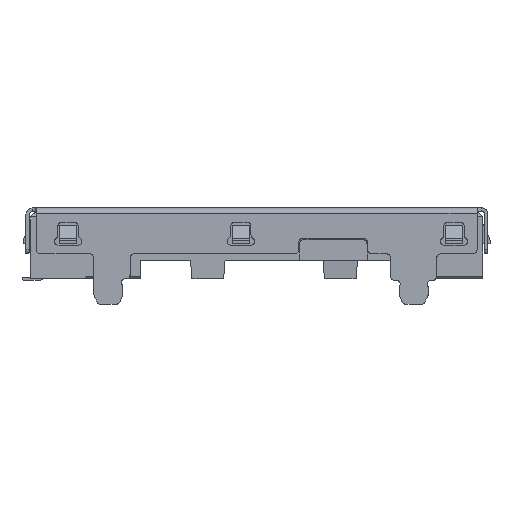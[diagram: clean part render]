
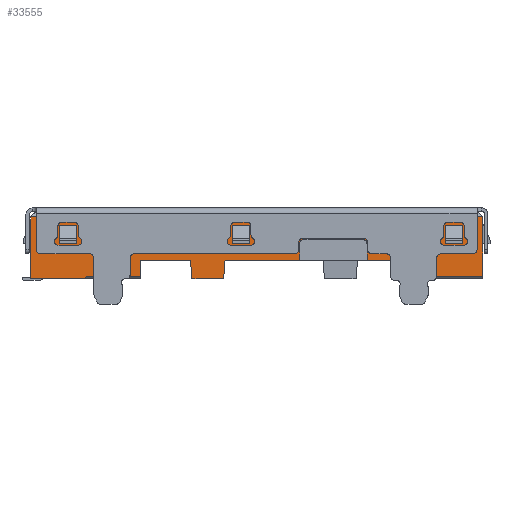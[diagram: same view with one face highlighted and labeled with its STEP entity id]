
A CAD part, left-side view. The second image highlights one B-rep face of the part: STEP entity #33555.
In plain terms, the highlighted planar face has unit normal (-1, 0, 0).
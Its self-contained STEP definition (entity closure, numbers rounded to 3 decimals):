
#8023=DIRECTION('',(0.,0.077,-0.997));
#8024=VECTOR('',#8023,0.652);
#8025=CARTESIAN_POINT('',(-7.815,8.95,0.));
#8026=LINE('',#8025,#8024);
#8027=DIRECTION('',(0.,1.,0.));
#8028=VECTOR('',#8027,1.1);
#8029=CARTESIAN_POINT('',(-7.815,9.,-0.65));
#8030=LINE('',#8029,#8028);
#8031=DIRECTION('',(0.,0.077,0.997));
#8032=VECTOR('',#8031,0.652);
#8033=CARTESIAN_POINT('',(-7.815,10.1,-0.65));
#8034=LINE('',#8033,#8032);
#8035=DIRECTION('',(0.,1.,0.));
#8036=VECTOR('',#8035,1.75);
#8037=CARTESIAN_POINT('',(-7.815,10.15,0.));
#8038=LINE('',#8037,#8036);
#8039=DIRECTION('',(0.,1.,0.));
#8040=VECTOR('',#8039,1.85);
#8041=CARTESIAN_POINT('',(-7.815,11.9,-0.55));
#8042=LINE('',#8041,#8040);
#8043=DIRECTION('',(0.,0.707,-0.707));
#8044=VECTOR('',#8043,0.141);
#8045=CARTESIAN_POINT('',(-7.815,13.75,-0.55));
#8046=LINE('',#8045,#8044);
#8047=DIRECTION('',(0.,1.,0.));
#8048=VECTOR('',#8047,1.85);
#8049=CARTESIAN_POINT('',(-7.815,13.85,-0.65));
#8050=LINE('',#8049,#8048);
#8051=DIRECTION('',(0.,-1.,0.));
#8052=VECTOR('',#8051,15.7);
#8053=CARTESIAN_POINT('',(-7.815,15.7,1.5));
#8054=LINE('',#8053,#8052);
#8055=DIRECTION('',(0.,1.,0.));
#8056=VECTOR('',#8055,2.8);
#8057=CARTESIAN_POINT('',(-7.815,0.,-0.55));
#8058=LINE('',#8057,#8056);
#8059=DIRECTION('',(0.,1.,0.));
#8060=VECTOR('',#8059,1.22);
#8061=CARTESIAN_POINT('',(-7.815,2.8,0.));
#8062=LINE('',#8061,#8060);
#8063=CARTESIAN_POINT('',(-7.815,4.17,0.57));
#8064=DIRECTION('',(-1.,0.,0.));
#8065=DIRECTION('',(0.,-1.,0.));
#8066=AXIS2_PLACEMENT_3D('',#8063,#8064,#8065);
#8068=CARTESIAN_POINT('',(-7.815,6.21,0.57));
#8069=DIRECTION('',(-1.,0.,0.));
#8070=DIRECTION('',(0.,0.,1.));
#8071=AXIS2_PLACEMENT_3D('',#8068,#8069,#8070);
#8073=DIRECTION('',(0.,1.,0.));
#8074=VECTOR('',#8073,2.59);
#8075=CARTESIAN_POINT('',(-7.815,6.36,0.));
#8076=LINE('',#8075,#8074);
#8117=DIRECTION('',(0.,0.,1.));
#8118=VECTOR('',#8117,0.55);
#8119=CARTESIAN_POINT('',(-7.815,11.9,-0.55));
#8120=LINE('',#8119,#8118);
#8181=DIRECTION('',(0.,0.,-1.));
#8182=VECTOR('',#8181,2.15);
#8183=CARTESIAN_POINT('',(-7.815,15.7,1.5));
#8184=LINE('',#8183,#8182);
#8259=DIRECTION('',(0.,0.,1.));
#8260=VECTOR('',#8259,2.05);
#8261=CARTESIAN_POINT('',(-7.815,0.,-0.55));
#8262=LINE('',#8261,#8260);
#8352=DIRECTION('',(0.,0.,-1.));
#8353=VECTOR('',#8352,0.55);
#8354=CARTESIAN_POINT('',(-7.815,2.8,0.));
#8355=LINE('',#8354,#8353);
#8482=DIRECTION('',(0.,0.,-1.));
#8483=VECTOR('',#8482,0.57);
#8484=CARTESIAN_POINT('',(-7.815,4.02,0.57));
#8485=LINE('',#8484,#8483);
#8508=DIRECTION('',(0.,0.,1.));
#8509=VECTOR('',#8508,0.57);
#8510=CARTESIAN_POINT('',(-7.815,6.36,0.));
#8511=LINE('',#8510,#8509);
#8524=DIRECTION('',(0.,-1.,0.));
#8525=VECTOR('',#8524,2.04);
#8526=CARTESIAN_POINT('',(-7.815,6.21,0.72));
#8527=LINE('',#8526,#8525);
#8553=DIRECTION('',(0.,0.,1.));
#8554=VECTOR('',#8553,0.65);
#8555=CARTESIAN_POINT('',(-7.815,8.7,0.57));
#8556=LINE('',#8555,#8554);
#8569=DIRECTION('',(0.,-1.,0.));
#8570=VECTOR('',#8569,0.6);
#8571=CARTESIAN_POINT('',(-7.815,8.7,1.22));
#8572=LINE('',#8571,#8570);
#8582=DIRECTION('',(0.,0.,-1.));
#8583=VECTOR('',#8582,0.65);
#8584=CARTESIAN_POINT('',(-7.815,8.1,1.22));
#8585=LINE('',#8584,#8583);
#8594=DIRECTION('',(0.,1.,0.));
#8595=VECTOR('',#8594,0.6);
#8596=CARTESIAN_POINT('',(-7.815,8.1,0.57));
#8597=LINE('',#8596,#8595);
#8611=DIRECTION('',(0.,0.,1.));
#8612=VECTOR('',#8611,0.65);
#8613=CARTESIAN_POINT('',(-7.815,1.3,0.57));
#8614=LINE('',#8613,#8612);
#8623=DIRECTION('',(0.,-1.,0.));
#8624=VECTOR('',#8623,0.6);
#8625=CARTESIAN_POINT('',(-7.815,1.3,1.22));
#8626=LINE('',#8625,#8624);
#8636=DIRECTION('',(0.,0.,-1.));
#8637=VECTOR('',#8636,0.65);
#8638=CARTESIAN_POINT('',(-7.815,0.7,1.22));
#8639=LINE('',#8638,#8637);
#8644=DIRECTION('',(0.,1.,0.));
#8645=VECTOR('',#8644,0.6);
#8646=CARTESIAN_POINT('',(-7.815,0.7,0.57));
#8647=LINE('',#8646,#8645);
#8673=DIRECTION('',(0.,0.,1.));
#8674=VECTOR('',#8673,0.65);
#8675=CARTESIAN_POINT('',(-7.815,14.7,0.57));
#8676=LINE('',#8675,#8674);
#8685=DIRECTION('',(0.,-1.,0.));
#8686=VECTOR('',#8685,0.6);
#8687=CARTESIAN_POINT('',(-7.815,14.7,1.22));
#8688=LINE('',#8687,#8686);
#8698=DIRECTION('',(0.,0.,-1.));
#8699=VECTOR('',#8698,0.65);
#8700=CARTESIAN_POINT('',(-7.815,14.1,1.22));
#8701=LINE('',#8700,#8699);
#8706=DIRECTION('',(0.,1.,0.));
#8707=VECTOR('',#8706,0.6);
#8708=CARTESIAN_POINT('',(-7.815,14.1,0.57));
#8709=LINE('',#8708,#8707);
#18093=CARTESIAN_POINT('',(-7.815,11.9,0.));
#18094=VERTEX_POINT('',#18093);
#18095=CARTESIAN_POINT('',(-7.815,10.15,0.));
#18096=VERTEX_POINT('',#18095);
#18101=CARTESIAN_POINT('',(-7.815,8.95,0.));
#18102=VERTEX_POINT('',#18101);
#18103=CARTESIAN_POINT('',(-7.815,6.36,0.));
#18104=VERTEX_POINT('',#18103);
#18107=CARTESIAN_POINT('',(-7.815,2.8,0.));
#18108=CARTESIAN_POINT('',(-7.815,4.02,0.));
#18109=VERTEX_POINT('',#18107);
#18110=VERTEX_POINT('',#18108);
#18325=CARTESIAN_POINT('',(-7.815,13.85,-0.65));
#18326=VERTEX_POINT('',#18325);
#18370=CARTESIAN_POINT('',(-7.815,9.,-0.65));
#18372=VERTEX_POINT('',#18370);
#18375=CARTESIAN_POINT('',(-7.815,10.1,-0.65));
#18376=VERTEX_POINT('',#18375);
#18399=CARTESIAN_POINT('',(-7.815,13.75,-0.55));
#18400=VERTEX_POINT('',#18399);
#18455=CARTESIAN_POINT('',(-7.815,14.7,0.57));
#18456=CARTESIAN_POINT('',(-7.815,14.7,1.22));
#18457=VERTEX_POINT('',#18455);
#18458=VERTEX_POINT('',#18456);
#18459=CARTESIAN_POINT('',(-7.815,14.1,0.57));
#18460=VERTEX_POINT('',#18459);
#18461=CARTESIAN_POINT('',(-7.815,14.1,1.22));
#18462=VERTEX_POINT('',#18461);
#18463=CARTESIAN_POINT('',(-7.815,8.7,0.57));
#18464=CARTESIAN_POINT('',(-7.815,8.7,1.22));
#18465=VERTEX_POINT('',#18463);
#18466=VERTEX_POINT('',#18464);
#18467=CARTESIAN_POINT('',(-7.815,8.1,0.57));
#18468=VERTEX_POINT('',#18467);
#18469=CARTESIAN_POINT('',(-7.815,8.1,1.22));
#18470=VERTEX_POINT('',#18469);
#18471=CARTESIAN_POINT('',(-7.815,1.3,0.57));
#18472=CARTESIAN_POINT('',(-7.815,1.3,1.22));
#18473=VERTEX_POINT('',#18471);
#18474=VERTEX_POINT('',#18472);
#18475=CARTESIAN_POINT('',(-7.815,0.7,0.57));
#18476=VERTEX_POINT('',#18475);
#18477=CARTESIAN_POINT('',(-7.815,0.7,1.22));
#18478=VERTEX_POINT('',#18477);
#18479=CARTESIAN_POINT('',(-7.815,11.9,-0.55));
#18480=VERTEX_POINT('',#18479);
#18481=CARTESIAN_POINT('',(-7.815,15.7,-0.65));
#18482=VERTEX_POINT('',#18481);
#18483=CARTESIAN_POINT('',(-7.815,15.7,1.5));
#18484=VERTEX_POINT('',#18483);
#18485=CARTESIAN_POINT('',(-7.815,0.,1.5));
#18486=VERTEX_POINT('',#18485);
#18487=CARTESIAN_POINT('',(-7.815,0.,-0.55));
#18488=VERTEX_POINT('',#18487);
#18489=CARTESIAN_POINT('',(-7.815,2.8,-0.55));
#18490=VERTEX_POINT('',#18489);
#18491=CARTESIAN_POINT('',(-7.815,4.02,0.57));
#18492=VERTEX_POINT('',#18491);
#18493=CARTESIAN_POINT('',(-7.815,4.17,0.72));
#18494=VERTEX_POINT('',#18493);
#18495=CARTESIAN_POINT('',(-7.815,6.21,0.72));
#18496=VERTEX_POINT('',#18495);
#18497=CARTESIAN_POINT('',(-7.815,6.36,0.57));
#18498=VERTEX_POINT('',#18497);
#33485=CARTESIAN_POINT('',(-7.815,7.85,0.425));
#33486=DIRECTION('',(1.,0.,0.));
#33487=DIRECTION('',(0.,-1.,0.));
#33488=AXIS2_PLACEMENT_3D('',#33485,#33486,#33487);
#33489=PLANE('',#33488);
#33491=ORIENTED_EDGE('',*,*,#33490,.T.);
#33493=ORIENTED_EDGE('',*,*,#33492,.T.);
#33495=ORIENTED_EDGE('',*,*,#33494,.T.);
#33496=ORIENTED_EDGE('',*,*,#31427,.T.);
#33498=ORIENTED_EDGE('',*,*,#33497,.F.);
#33499=ORIENTED_EDGE('',*,*,#33465,.T.);
#33500=ORIENTED_EDGE('',*,*,#33477,.T.);
#33501=ORIENTED_EDGE('',*,*,#33425,.T.);
#33503=ORIENTED_EDGE('',*,*,#33502,.F.);
#33504=ORIENTED_EDGE('',*,*,#31182,.T.);
#33506=ORIENTED_EDGE('',*,*,#33505,.F.);
#33508=ORIENTED_EDGE('',*,*,#33507,.T.);
#33510=ORIENTED_EDGE('',*,*,#33509,.F.);
#33511=ORIENTED_EDGE('',*,*,#31443,.T.);
#33513=ORIENTED_EDGE('',*,*,#33512,.F.);
#33515=ORIENTED_EDGE('',*,*,#33514,.T.);
#33517=ORIENTED_EDGE('',*,*,#33516,.F.);
#33519=ORIENTED_EDGE('',*,*,#33518,.T.);
#33521=ORIENTED_EDGE('',*,*,#33520,.F.);
#33522=ORIENTED_EDGE('',*,*,#31435,.T.);
#33523=EDGE_LOOP('',(#33491,#33493,#33495,#33496,#33498,#33499,#33500,#33501,
#33503,#33504,#33506,#33508,#33510,#33511,#33513,#33515,#33517,#33519,#33521,
#33522));
#33524=FACE_OUTER_BOUND('',#33523,.F.);
#33526=ORIENTED_EDGE('',*,*,#33525,.F.);
#33528=ORIENTED_EDGE('',*,*,#33527,.F.);
#33530=ORIENTED_EDGE('',*,*,#33529,.F.);
#33532=ORIENTED_EDGE('',*,*,#33531,.F.);
#33533=EDGE_LOOP('',(#33526,#33528,#33530,#33532));
#33534=FACE_BOUND('',#33533,.F.);
#33536=ORIENTED_EDGE('',*,*,#33535,.F.);
#33538=ORIENTED_EDGE('',*,*,#33537,.F.);
#33540=ORIENTED_EDGE('',*,*,#33539,.F.);
#33542=ORIENTED_EDGE('',*,*,#33541,.F.);
#33543=EDGE_LOOP('',(#33536,#33538,#33540,#33542));
#33544=FACE_BOUND('',#33543,.F.);
#33546=ORIENTED_EDGE('',*,*,#33545,.F.);
#33548=ORIENTED_EDGE('',*,*,#33547,.F.);
#33550=ORIENTED_EDGE('',*,*,#33549,.F.);
#33552=ORIENTED_EDGE('',*,*,#33551,.F.);
#33553=EDGE_LOOP('',(#33546,#33548,#33550,#33552));
#33554=FACE_BOUND('',#33553,.F.);
#8067=CIRCLE('',#8066,0.15);
#8072=CIRCLE('',#8071,0.15);
#31182=EDGE_CURVE('',#18484,#18486,#8054,.T.);
#31427=EDGE_CURVE('',#18096,#18094,#8038,.T.);
#31435=EDGE_CURVE('',#18104,#18102,#8076,.T.);
#31443=EDGE_CURVE('',#18109,#18110,#8062,.T.);
#33425=EDGE_CURVE('',#18326,#18482,#8050,.T.);
#33465=EDGE_CURVE('',#18480,#18400,#8042,.T.);
#33477=EDGE_CURVE('',#18400,#18326,#8046,.T.);
#33490=EDGE_CURVE('',#18102,#18372,#8026,.T.);
#33492=EDGE_CURVE('',#18372,#18376,#8030,.T.);
#33494=EDGE_CURVE('',#18376,#18096,#8034,.T.);
#33497=EDGE_CURVE('',#18480,#18094,#8120,.T.);
#33502=EDGE_CURVE('',#18484,#18482,#8184,.T.);
#33505=EDGE_CURVE('',#18488,#18486,#8262,.T.);
#33507=EDGE_CURVE('',#18488,#18490,#8058,.T.);
#33509=EDGE_CURVE('',#18109,#18490,#8355,.T.);
#33512=EDGE_CURVE('',#18492,#18110,#8485,.T.);
#33514=EDGE_CURVE('',#18492,#18494,#8067,.T.);
#33516=EDGE_CURVE('',#18496,#18494,#8527,.T.);
#33518=EDGE_CURVE('',#18496,#18498,#8072,.T.);
#33520=EDGE_CURVE('',#18104,#18498,#8511,.T.);
#33525=EDGE_CURVE('',#18465,#18466,#8556,.T.);
#33527=EDGE_CURVE('',#18468,#18465,#8597,.T.);
#33529=EDGE_CURVE('',#18470,#18468,#8585,.T.);
#33531=EDGE_CURVE('',#18466,#18470,#8572,.T.);
#33535=EDGE_CURVE('',#18473,#18474,#8614,.T.);
#33537=EDGE_CURVE('',#18476,#18473,#8647,.T.);
#33539=EDGE_CURVE('',#18478,#18476,#8639,.T.);
#33541=EDGE_CURVE('',#18474,#18478,#8626,.T.);
#33545=EDGE_CURVE('',#18457,#18458,#8676,.T.);
#33547=EDGE_CURVE('',#18460,#18457,#8709,.T.);
#33549=EDGE_CURVE('',#18462,#18460,#8701,.T.);
#33551=EDGE_CURVE('',#18458,#18462,#8688,.T.);
#33555=ADVANCED_FACE('',(#33524,#33534,#33544,#33554),#33489,.F.);
